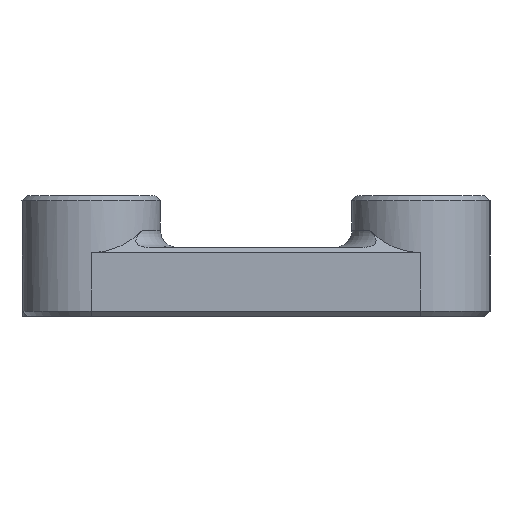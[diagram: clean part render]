
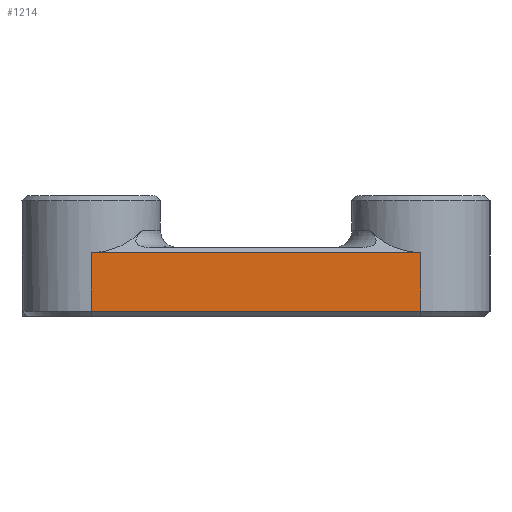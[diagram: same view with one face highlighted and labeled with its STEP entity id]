
A CAD part, front view. The second image highlights one B-rep face of the part: STEP entity #1214.
In plain terms, the highlighted planar face has unit normal (0, -1, 0).
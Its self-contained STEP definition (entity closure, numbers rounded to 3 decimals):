
#1140=CARTESIAN_POINT('',(184.552,11.298,3.7));
#1141=VERTEX_POINT('',#1140);
#1149=CARTESIAN_POINT('',(184.552,11.298,0.3));
#1150=VERTEX_POINT('',#1149);
#1151=CARTESIAN_POINT('',(184.552,11.298,0.3));
#1152=DIRECTION('',(0.,0.,1.));
#1153=VECTOR('',#1152,3.4);
#1154=LINE('',#1151,#1153);
#1155=EDGE_CURVE('',#1150,#1141,#1154,.T.);
#1184=CARTESIAN_POINT('',(175.002,11.298,0.));
#1185=DIRECTION('',(0.,1.,0.));
#1186=DIRECTION('',(0.,0.,1.));
#1187=AXIS2_PLACEMENT_3D('',#1184,#1185,#1186);
#1188=PLANE('',#1187);
#1189=CARTESIAN_POINT('',(165.452,11.298,0.3));
#1190=VERTEX_POINT('',#1189);
#1191=CARTESIAN_POINT('',(165.452,11.298,3.7));
#1192=VERTEX_POINT('',#1191);
#1193=CARTESIAN_POINT('',(165.452,11.298,0.3));
#1194=DIRECTION('',(0.,0.,1.));
#1195=VECTOR('',#1194,3.4);
#1196=LINE('',#1193,#1195);
#1197=EDGE_CURVE('',#1190,#1192,#1196,.T.);
#1198=ORIENTED_EDGE('',*,*,#1197,.F.);
#1199=CARTESIAN_POINT('',(165.452,11.298,0.3));
#1200=DIRECTION('',(1.,0.,-0.));
#1201=VECTOR('',#1200,19.1);
#1202=LINE('',#1199,#1201);
#1203=EDGE_CURVE('',#1190,#1150,#1202,.T.);
#1204=ORIENTED_EDGE('',*,*,#1203,.T.);
#1205=ORIENTED_EDGE('',*,*,#1155,.T.);
#1206=CARTESIAN_POINT('',(184.552,11.298,3.7));
#1207=DIRECTION('',(-1.,0.,0.));
#1208=VECTOR('',#1207,19.1);
#1209=LINE('',#1206,#1208);
#1210=EDGE_CURVE('',#1141,#1192,#1209,.T.);
#1211=ORIENTED_EDGE('',*,*,#1210,.T.);
#1212=EDGE_LOOP('',(#1198,#1204,#1205,#1211));
#1213=FACE_BOUND('',#1212,.T.);
#1214=ADVANCED_FACE('',(#1213),#1188,.F.);
